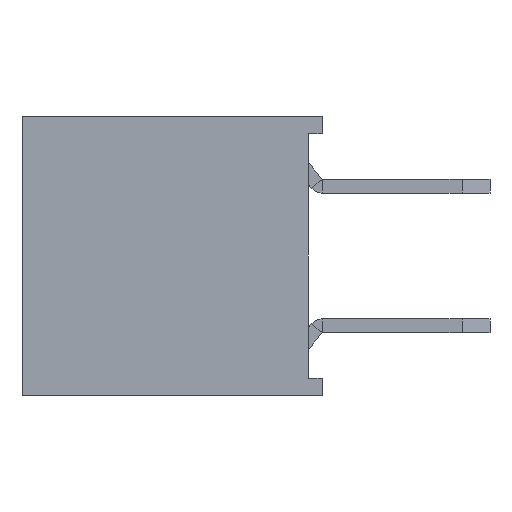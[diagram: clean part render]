
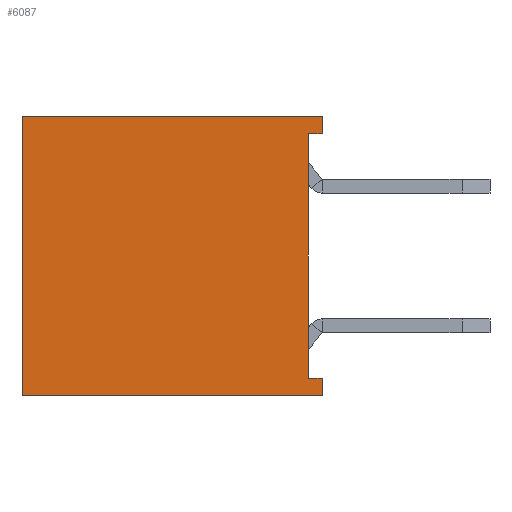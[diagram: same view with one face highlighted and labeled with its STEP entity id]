
A CAD part, left-side view. The second image highlights one B-rep face of the part: STEP entity #6087.
In plain terms, the highlighted planar face has unit normal (-1, 0, 0).
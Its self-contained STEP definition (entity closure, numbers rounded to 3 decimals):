
#2638=DIRECTION('',(0.,-1.,0.));
#2639=VECTOR('',#2638,4.3);
#2640=CARTESIAN_POINT('',(-7.25,0.,2.));
#2641=LINE('',#2640,#2639);
#2645=DIRECTION('',(0.,0.,-1.));
#2646=VECTOR('',#2645,0.25);
#2647=CARTESIAN_POINT('',(-7.25,-4.3,2.));
#2648=LINE('',#2647,#2646);
#2652=DIRECTION('',(0.,1.,0.));
#2653=VECTOR('',#2652,0.2);
#2654=CARTESIAN_POINT('',(-7.25,-4.3,1.75));
#2655=LINE('',#2654,#2653);
#2659=DIRECTION('',(0.,0.,-1.));
#2660=VECTOR('',#2659,3.5);
#2661=CARTESIAN_POINT('',(-7.25,-4.1,1.75));
#2662=LINE('',#2661,#2660);
#2666=DIRECTION('',(0.,-1.,0.));
#2667=VECTOR('',#2666,0.2);
#2668=CARTESIAN_POINT('',(-7.25,-4.1,-1.75));
#2669=LINE('',#2668,#2667);
#2673=DIRECTION('',(0.,0.,-1.));
#2674=VECTOR('',#2673,0.25);
#2675=CARTESIAN_POINT('',(-7.25,-4.3,-1.75));
#2676=LINE('',#2675,#2674);
#2680=DIRECTION('',(0.,1.,0.));
#2681=VECTOR('',#2680,4.3);
#2682=CARTESIAN_POINT('',(-7.25,-4.3,-2.));
#2683=LINE('',#2682,#2681);
#2687=DIRECTION('',(0.,0.,1.));
#2688=VECTOR('',#2687,4.);
#2689=CARTESIAN_POINT('',(-7.25,0.,-2.));
#2690=LINE('',#2689,#2688);
#3958=CARTESIAN_POINT('',(-7.25,0.,2.));
#3959=CARTESIAN_POINT('',(-7.25,-4.3,2.));
#3960=VERTEX_POINT('',#3958);
#3961=VERTEX_POINT('',#3959);
#3962=CARTESIAN_POINT('',(-7.25,-4.3,1.75));
#3963=VERTEX_POINT('',#3962);
#3964=CARTESIAN_POINT('',(-7.25,-4.1,1.75));
#3965=VERTEX_POINT('',#3964);
#3966=CARTESIAN_POINT('',(-7.25,-4.1,-1.75));
#3967=VERTEX_POINT('',#3966);
#3968=CARTESIAN_POINT('',(-7.25,-4.3,-1.75));
#3969=VERTEX_POINT('',#3968);
#3970=CARTESIAN_POINT('',(-7.25,-4.3,-2.));
#3971=VERTEX_POINT('',#3970);
#3972=CARTESIAN_POINT('',(-7.25,0.,-2.));
#3973=VERTEX_POINT('',#3972);
#6071=CARTESIAN_POINT('',(-7.25,0.,0.));
#6072=DIRECTION('',(1.,0.,0.));
#6073=DIRECTION('',(0.,0.,-1.));
#6074=AXIS2_PLACEMENT_3D('',#6071,#6072,#6073);
#6075=PLANE('',#6074);
#6076=ORIENTED_EDGE('',*,*,#5980,.T.);
#6077=ORIENTED_EDGE('',*,*,#5689,.T.);
#6078=ORIENTED_EDGE('',*,*,#5521,.T.);
#6079=ORIENTED_EDGE('',*,*,#4221,.T.);
#6081=ORIENTED_EDGE('',*,*,#6080,.T.);
#6082=ORIENTED_EDGE('',*,*,#5705,.T.);
#6083=ORIENTED_EDGE('',*,*,#6011,.T.);
#6084=ORIENTED_EDGE('',*,*,#4001,.T.);
#6085=EDGE_LOOP('',(#6076,#6077,#6078,#6079,#6081,#6082,#6083,#6084));
#6086=FACE_OUTER_BOUND('',#6085,.F.);
#6087=ADVANCED_FACE('',(#6086),#6075,.F.);
#4001=EDGE_CURVE('',#3973,#3960,#2690,.T.);
#4221=EDGE_CURVE('',#3965,#3967,#2662,.T.);
#5521=EDGE_CURVE('',#3963,#3965,#2655,.T.);
#5689=EDGE_CURVE('',#3961,#3963,#2648,.T.);
#5705=EDGE_CURVE('',#3969,#3971,#2676,.T.);
#5980=EDGE_CURVE('',#3960,#3961,#2641,.T.);
#6011=EDGE_CURVE('',#3971,#3973,#2683,.T.);
#6080=EDGE_CURVE('',#3967,#3969,#2669,.T.);
